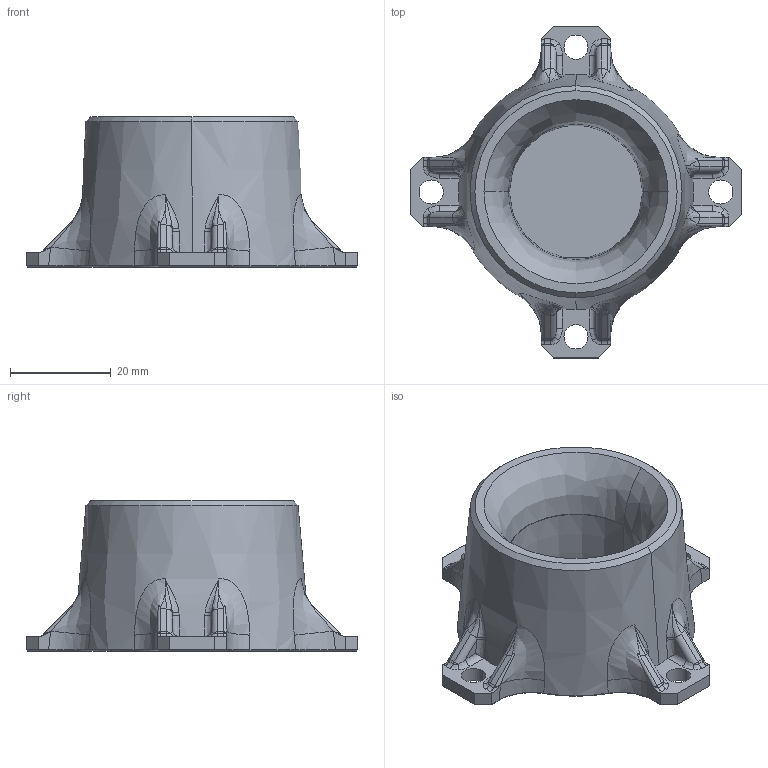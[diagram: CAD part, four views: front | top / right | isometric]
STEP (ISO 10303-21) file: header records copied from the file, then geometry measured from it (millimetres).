
FILE_DESCRIPTION (( 'STEP AP203' ), '1' );
FILE_NAME ('Mounting Base_updated.STEP', '2025-04-30T05:45:56', ( '' ), ( '' ), 'SwSTEP 2.0', 'SolidWorks 2023', '' );
FILE_SCHEMA (( 'CONFIG_CONTROL_DESIGN' ));
Length unit declared in the file: millimetre
Products named in the file (1): Mounting Base_updated
Bounding box: 66 x 66 x 30 mm (x, y, z)
Volume: 33258.6 mm3; surface area: 10643.4 mm2
Topology: 1 solids, 1 shells, 229 faces, 552 edges, 326 vertices
Faces by surface type: bspline 106, plane 63, cylinder 50, cone 10
Entity records: 12719 total; most frequent: CARTESIAN_POINT 8048, ORIENTED_EDGE 1104, DIRECTION 748, EDGE_CURVE 552, VERTEX_POINT 326, AXIS2_PLACEMENT_3D 272, EDGE_LOOP 238, ADVANCED_FACE 229
